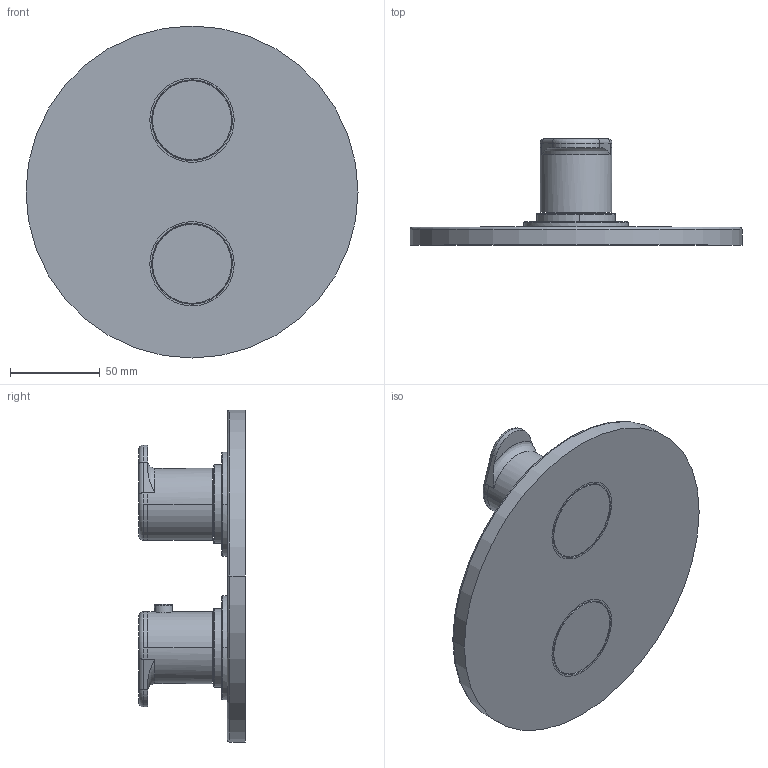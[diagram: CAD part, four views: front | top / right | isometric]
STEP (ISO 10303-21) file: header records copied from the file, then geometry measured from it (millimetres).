
FILE_DESCRIPTION(('CATIA V5 STEP Exchange','CAx-IF Rec.Pracs.--- Composite Materials ---3.4---2017-06-13'),'2;1');
FILE_NAME('A30BT030 - rendering.stp','2021-11-12T14:42:36+00:00',('none'),('none'),'CATIA Version 5-6 Release 2020 SP2','CATIA V5 STEP AP203 v2','none');
FILE_SCHEMA(('CONFIG_CONTROL_DESIGN'));
Length unit declared in the file: millimetre
Products named in the file (1): Product1_AllCATPart
Bounding box: 185 x 59.3 x 185 mm (x, y, z)
Volume: 403490.9 mm3; surface area: 83657.3 mm2
Topology: 3 solids, 3 shells, 77 faces, 164 edges, 104 vertices
Faces by surface type: cylinder 36, plane 23, torus 18
Entity records: 2194 total; most frequent: CARTESIAN_POINT 657, ORIENTED_EDGE 328, DIRECTION 236, EDGE_CURVE 164, AXIS2_PLACEMENT_3D 139, VERTEX_POINT 104, CIRCLE 90, EDGE_LOOP 88
